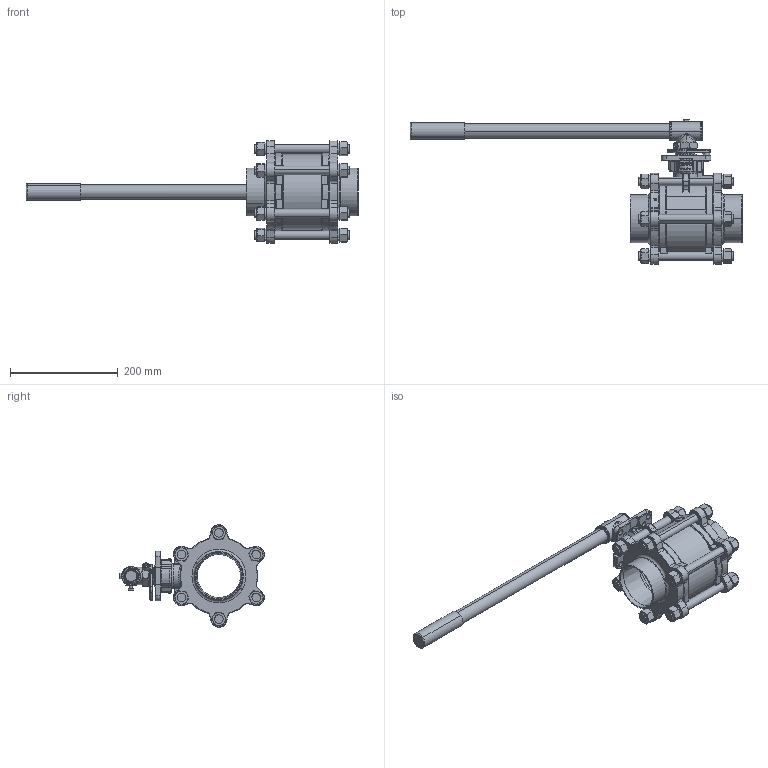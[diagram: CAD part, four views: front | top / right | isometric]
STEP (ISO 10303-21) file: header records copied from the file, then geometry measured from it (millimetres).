
FILE_DESCRIPTION (( 'STEP AP214' ), '1' );
FILE_NAME ('2735.702R Typ A27D DN80 FB ISO.STEP', '2019-07-19T08:49:47', ( '' ), ( '' ), 'SwSTEP 2.0', 'SolidWorks 2017', '' );
FILE_SCHEMA (( 'AUTOMOTIVE_DESIGN' ));
Length unit declared in the file: millimetre
Products named in the file (1): 2735.702R Typ A27D DN80 FB ISO
Bounding box: 615.5 x 268.2 x 190 mm (x, y, z)
Volume: 1457620.3 mm3; surface area: 510741.3 mm2
Topology: 49 solids, 49 shells, 2027 faces, 4999 edges, 3003 vertices
Faces by surface type: cylinder 585, plane 563, bspline 416, cone 327, torus 136
Entity records: 111058 total; most frequent: CARTESIAN_POINT 43408, ORIENTED_EDGE 9788, DIRECTION 8893, EDGE_CURVE 4894, AXIS2_PLACEMENT_3D 3651, VERTEX_POINT 3003, EDGE_LOOP 2181, UNCERTAINTY_MEASURE_WITH_UNIT 2078
